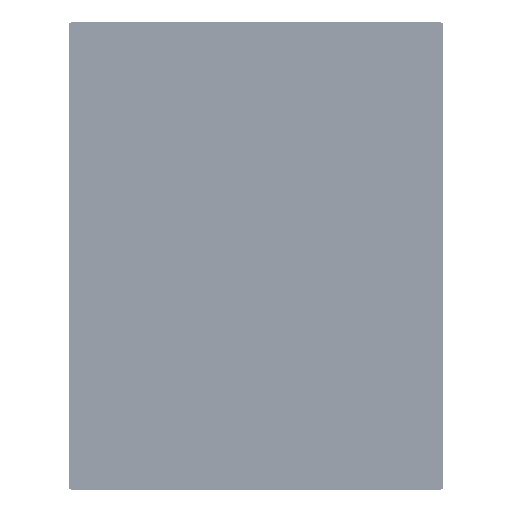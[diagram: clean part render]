
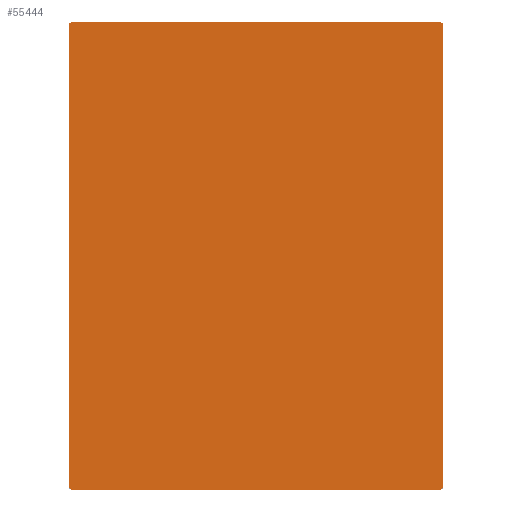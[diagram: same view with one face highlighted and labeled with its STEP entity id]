
A CAD part, top view. The second image highlights one B-rep face of the part: STEP entity #55444.
In plain terms, the highlighted planar face has unit normal (0, 0, 1).
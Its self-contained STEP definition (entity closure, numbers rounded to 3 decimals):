
#3336 = CARTESIAN_POINT ( 'NONE',  ( 192.633, -591.031, -200.001 ) ) ;
#4820 = LINE ( 'NONE', #54870, #197217 ) ;
#5691 = CARTESIAN_POINT ( 'NONE',  ( 392.633, -591.031, -200.001 ) ) ;
#8481 = FACE_OUTER_BOUND ( 'NONE', #198129, .T. ) ;
#9890 = VERTEX_POINT ( 'NONE', #160226 ) ;
#9924 = DIRECTION ( 'NONE',  ( 0., 1., 0. ) ) ;
#14011 = EDGE_CURVE ( 'NONE', #147150, #180188, #195260, .T. ) ;
#19398 = ORIENTED_EDGE ( 'NONE', *, *, #183084, .T. ) ;
#25872 = DIRECTION ( 'NONE',  ( 0., 0., 1. ) ) ;
#27032 = LINE ( 'NONE', #93393, #88932 ) ;
#31748 = VERTEX_POINT ( 'NONE', #169344 ) ;
#38296 = EDGE_CURVE ( 'NONE', #115075, #9890, #130645, .T. ) ;
#38527 = DIRECTION ( 'NONE',  ( -1., 0., 0. ) ) ;
#39188 = LINE ( 'NONE', #3336, #115907 ) ;
#40396 = CARTESIAN_POINT ( 'NONE',  ( 392.633, -580.031, -200.001 ) ) ;
#40423 = CARTESIAN_POINT ( 'NONE',  ( 403.633, -580.031, -200.001 ) ) ;
#41493 = CARTESIAN_POINT ( 'NONE',  ( 392.633, 908.969, -200.001 ) ) ;
#43240 = PLANE ( 'NONE',  #109243 ) ;
#44200 = ORIENTED_EDGE ( 'NONE', *, *, #68084, .T. ) ;
#48008 = CIRCLE ( 'NONE', #61846, 11. ) ;
#54870 = CARTESIAN_POINT ( 'NONE',  ( 192.633, 908.969, -200.001 ) ) ;
#55444 = ADVANCED_FACE ( 'NONE', ( #8481 ), #43240, .T. ) ;
#57439 = CARTESIAN_POINT ( 'NONE',  ( 192.633, 1197.969, -200.001 ) ) ;
#60007 = CARTESIAN_POINT ( 'NONE',  ( 403.633, 897.969, -200.001 ) ) ;
#61846 = AXIS2_PLACEMENT_3D ( 'NONE', #40396, #156874, #9924 ) ;
#68084 = EDGE_CURVE ( 'NONE', #174897, #147150, #27032, .T. ) ;
#77519 = AXIS2_PLACEMENT_3D ( 'NONE', #162054, #79312, #145722 ) ;
#79312 = DIRECTION ( 'NONE',  ( 0., 0., 1. ) ) ;
#80983 = ORIENTED_EDGE ( 'NONE', *, *, #138805, .T. ) ;
#85561 = AXIS2_PLACEMENT_3D ( 'NONE', #142504, #91340, #95650 ) ;
#88215 = CARTESIAN_POINT ( 'NONE',  ( 392.633, 897.969, -200.001 ) ) ;
#88932 = VECTOR ( 'NONE', #190320, 1000. ) ;
#91340 = DIRECTION ( 'NONE',  ( 0., 0., 1. ) ) ;
#93393 = CARTESIAN_POINT ( 'NONE',  ( 403.633, 1197.969, -200.001 ) ) ;
#95546 = VECTOR ( 'NONE', #209098, 1000. ) ;
#95650 = DIRECTION ( 'NONE',  ( 0., 1., 0. ) ) ;
#101396 = AXIS2_PLACEMENT_3D ( 'NONE', #88215, #106698, #124088 ) ;
#105264 = VERTEX_POINT ( 'NONE', #5691 ) ;
#106698 = DIRECTION ( 'NONE',  ( 0., 0., 1. ) ) ;
#109243 = AXIS2_PLACEMENT_3D ( 'NONE', #57439, #25872, #123804 ) ;
#110533 = ORIENTED_EDGE ( 'NONE', *, *, #209249, .T. ) ;
#115075 = VERTEX_POINT ( 'NONE', #167844 ) ;
#115907 = VECTOR ( 'NONE', #168765, 1000. ) ;
#118570 = EDGE_CURVE ( 'NONE', #105264, #174897, #48008, .T. ) ;
#123804 = DIRECTION ( 'NONE',  ( 0., -1., 0. ) ) ;
#124088 = DIRECTION ( 'NONE',  ( 0., 1., 0. ) ) ;
#126316 = ORIENTED_EDGE ( 'NONE', *, *, #38296, .T. ) ;
#130645 = CIRCLE ( 'NONE', #85561, 11. ) ;
#138805 = EDGE_CURVE ( 'NONE', #180188, #31748, #4820, .T. ) ;
#142504 = CARTESIAN_POINT ( 'NONE',  ( -785.367, -580.031, -200.001 ) ) ;
#143528 = ORIENTED_EDGE ( 'NONE', *, *, #14011, .T. ) ;
#143808 = LINE ( 'NONE', #158008, #95546 ) ;
#144310 = VERTEX_POINT ( 'NONE', #202358 ) ;
#145722 = DIRECTION ( 'NONE',  ( 0., 1., 0. ) ) ;
#147150 = VERTEX_POINT ( 'NONE', #60007 ) ;
#147802 = EDGE_CURVE ( 'NONE', #31748, #144310, #199152, .T. ) ;
#156874 = DIRECTION ( 'NONE',  ( 0., 0., 1. ) ) ;
#158008 = CARTESIAN_POINT ( 'NONE',  ( -796.367, 1197.969, -200.001 ) ) ;
#160226 = CARTESIAN_POINT ( 'NONE',  ( -785.367, -591.031, -200.001 ) ) ;
#162054 = CARTESIAN_POINT ( 'NONE',  ( -785.367, 897.969, -200.001 ) ) ;
#167844 = CARTESIAN_POINT ( 'NONE',  ( -796.367, -580.031, -200.001 ) ) ;
#168765 = DIRECTION ( 'NONE',  ( 1., 0., 0. ) ) ;
#169344 = CARTESIAN_POINT ( 'NONE',  ( -785.367, 908.969, -200.001 ) ) ;
#174897 = VERTEX_POINT ( 'NONE', #40423 ) ;
#180188 = VERTEX_POINT ( 'NONE', #41493 ) ;
#183084 = EDGE_CURVE ( 'NONE', #144310, #115075, #143808, .T. ) ;
#190320 = DIRECTION ( 'NONE',  ( 0., 1., 0. ) ) ;
#195260 = CIRCLE ( 'NONE', #101396, 11. ) ;
#197217 = VECTOR ( 'NONE', #38527, 1000. ) ;
#198129 = EDGE_LOOP ( 'NONE', ( #19398, #126316, #110533, #205270, #44200, #143528, #80983, #202720 ) ) ;
#199152 = CIRCLE ( 'NONE', #77519, 11. ) ;
#202358 = CARTESIAN_POINT ( 'NONE',  ( -796.367, 897.969, -200.001 ) ) ;
#202720 = ORIENTED_EDGE ( 'NONE', *, *, #147802, .T. ) ;
#205270 = ORIENTED_EDGE ( 'NONE', *, *, #118570, .T. ) ;
#209098 = DIRECTION ( 'NONE',  ( 0., -1., 0. ) ) ;
#209249 = EDGE_CURVE ( 'NONE', #9890, #105264, #39188, .T. ) ;
